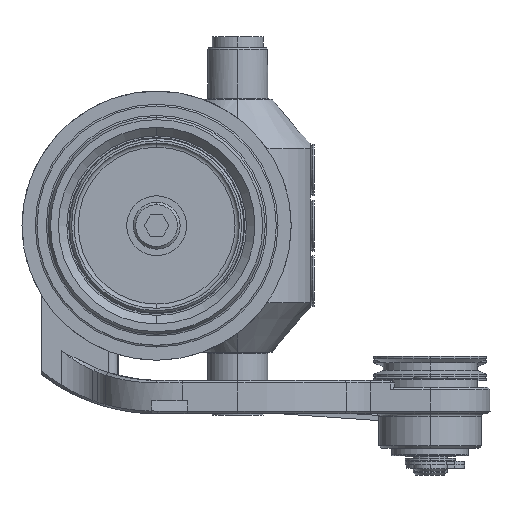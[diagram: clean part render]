
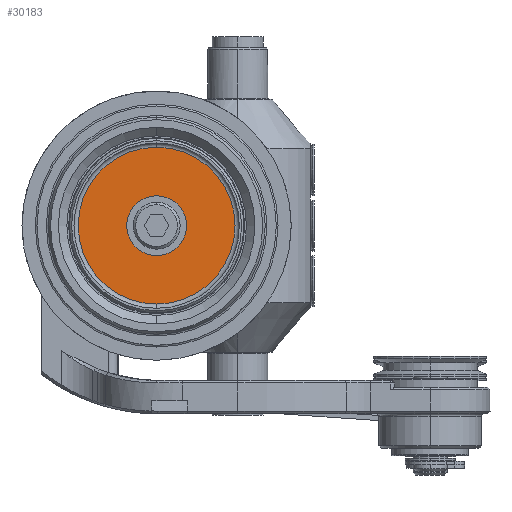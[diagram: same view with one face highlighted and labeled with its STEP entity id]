
A CAD part, left-side view. The second image highlights one B-rep face of the part: STEP entity #30183.
In plain terms, the highlighted planar face has unit normal (-1, 0, 0).
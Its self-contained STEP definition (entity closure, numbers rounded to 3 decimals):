
#9457=CARTESIAN_POINT('',(-16.7,0.,0.));
#9458=DIRECTION('',(-1.,0.,0.));
#9459=DIRECTION('',(0.,0.,1.));
#9460=AXIS2_PLACEMENT_3D('',#9457,#9458,#9459);
#9462=CARTESIAN_POINT('',(-16.7,0.,0.));
#9463=DIRECTION('',(-1.,0.,0.));
#9464=DIRECTION('',(0.,0.,-1.));
#9465=AXIS2_PLACEMENT_3D('',#9462,#9463,#9464);
#9467=CARTESIAN_POINT('',(-16.7,0.,0.));
#9468=DIRECTION('',(1.,0.,0.));
#9469=DIRECTION('',(0.,0.,1.));
#9470=AXIS2_PLACEMENT_3D('',#9467,#9468,#9469);
#9472=CARTESIAN_POINT('',(-16.7,0.,0.));
#9473=DIRECTION('',(1.,0.,0.));
#9474=DIRECTION('',(0.,0.,-1.));
#9475=AXIS2_PLACEMENT_3D('',#9472,#9473,#9474);
#18451=CARTESIAN_POINT('',(-16.7,0.,-9.175));
#18452=CARTESIAN_POINT('',(-16.7,0.,9.175));
#18453=VERTEX_POINT('',#18451);
#18454=VERTEX_POINT('',#18452);
#19822=CARTESIAN_POINT('',(-16.7,0.,3.5));
#19823=CARTESIAN_POINT('',(-16.7,0.,-3.5));
#19824=VERTEX_POINT('',#19822);
#19825=VERTEX_POINT('',#19823);
#30168=CARTESIAN_POINT('',(-16.7,0.,6.238));
#30169=DIRECTION('',(-1.,0.,0.));
#30170=DIRECTION('',(0.,0.,-1.));
#30171=AXIS2_PLACEMENT_3D('',#30168,#30169,#30170);
#30172=PLANE('',#30171);
#30173=ORIENTED_EDGE('',*,*,#30151,.F.);
#30174=ORIENTED_EDGE('',*,*,#30137,.F.);
#30175=EDGE_LOOP('',(#30173,#30174));
#30176=FACE_OUTER_BOUND('',#30175,.F.);
#30178=ORIENTED_EDGE('',*,*,#30177,.F.);
#30180=ORIENTED_EDGE('',*,*,#30179,.F.);
#30181=EDGE_LOOP('',(#30178,#30180));
#30182=FACE_BOUND('',#30181,.F.);
#30183=ADVANCED_FACE('',(#30176,#30182),#30172,.T.);
#9461=CIRCLE('',#9460,9.175);
#9466=CIRCLE('',#9465,9.175);
#9471=CIRCLE('',#9470,3.5);
#9476=CIRCLE('',#9475,3.5);
#30137=EDGE_CURVE('',#18453,#18454,#9466,.T.);
#30151=EDGE_CURVE('',#18454,#18453,#9461,.T.);
#30177=EDGE_CURVE('',#19824,#19825,#9471,.T.);
#30179=EDGE_CURVE('',#19825,#19824,#9476,.T.);
